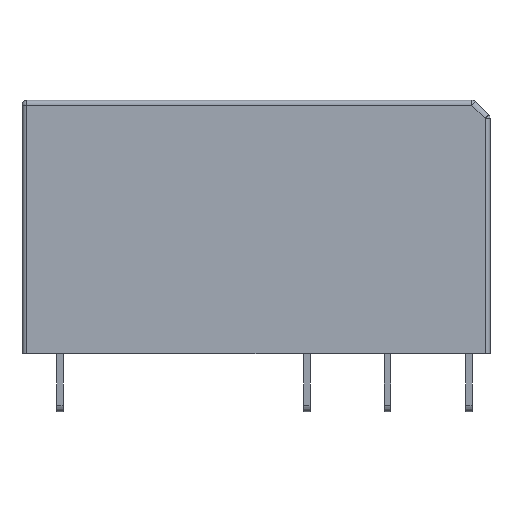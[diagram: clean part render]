
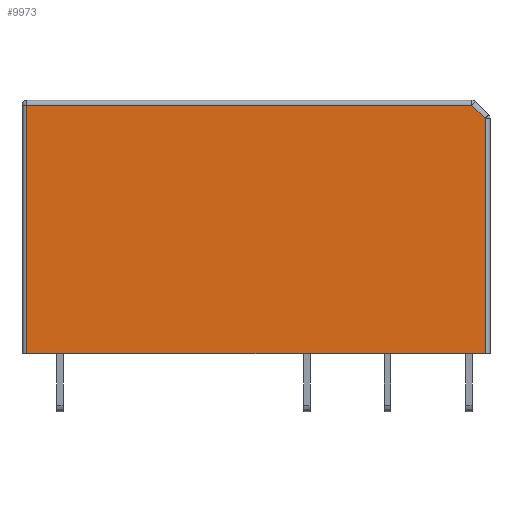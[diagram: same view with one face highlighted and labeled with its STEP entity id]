
A CAD part, front view. The second image highlights one B-rep face of the part: STEP entity #9973.
In plain terms, the highlighted planar face has unit normal (0, -1, 0).
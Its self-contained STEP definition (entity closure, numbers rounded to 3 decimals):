
#1178 = ORIENTED_EDGE ( 'NONE', *, *, #2222, .T. ) ;
#1714 = CARTESIAN_POINT ( 'NONE',  ( -14.2, -6.35, 15.4 ) ) ;
#2193 = LINE ( 'NONE', #9976, #12188 ) ;
#2222 = EDGE_CURVE ( 'NONE', #12560, #9690, #8967, .T. ) ;
#2498 = VERTEX_POINT ( 'NONE', #1714 ) ;
#2590 = CARTESIAN_POINT ( 'NONE',  ( 13.376, -6.35, 15.4 ) ) ;
#3488 = VECTOR ( 'NONE', #5076, 1000. ) ;
#3537 = DIRECTION ( 'NONE',  ( 0., 0., -1. ) ) ;
#4026 = VECTOR ( 'NONE', #11373, 1000. ) ;
#4288 = VECTOR ( 'NONE', #12677, 1000. ) ;
#4446 = VERTEX_POINT ( 'NONE', #9108 ) ;
#4652 = ORIENTED_EDGE ( 'NONE', *, *, #7281, .T. ) ;
#4752 = CARTESIAN_POINT ( 'NONE',  ( -14.5, -6.35, 15.4 ) ) ;
#4830 = LINE ( 'NONE', #4752, #4288 ) ;
#4988 = CARTESIAN_POINT ( 'NONE',  ( -14.2, -6.35, 15.7 ) ) ;
#5076 = DIRECTION ( 'NONE',  ( -0.707, 0., 0.707 ) ) ;
#5605 = DIRECTION ( 'NONE',  ( 0., 0., 1. ) ) ;
#7281 = EDGE_CURVE ( 'NONE', #2498, #4446, #8881, .T. ) ;
#7321 = LINE ( 'NONE', #12676, #4026 ) ;
#8881 = LINE ( 'NONE', #4988, #16860 ) ;
#8967 = LINE ( 'NONE', #15678, #3488 ) ;
#9108 = CARTESIAN_POINT ( 'NONE',  ( -14.2, -6.35, 0. ) ) ;
#9407 = EDGE_LOOP ( 'NONE', ( #16317, #4652, #13196, #11617, #1178 ) ) ;
#9690 = VERTEX_POINT ( 'NONE', #2590 ) ;
#9923 = CARTESIAN_POINT ( 'NONE',  ( 14.2, -6.35, 0. ) ) ;
#9973 = ADVANCED_FACE ( 'NONE', ( #11952 ), #14790, .F. ) ;
#9976 = CARTESIAN_POINT ( 'NONE',  ( -14.5, -6.35, 0. ) ) ;
#10529 = AXIS2_PLACEMENT_3D ( 'NONE', #13884, #16444, #5605 ) ;
#10550 = VERTEX_POINT ( 'NONE', #9923 ) ;
#11373 = DIRECTION ( 'NONE',  ( 0., 0., 1. ) ) ;
#11617 = ORIENTED_EDGE ( 'NONE', *, *, #13326, .T. ) ;
#11952 = FACE_OUTER_BOUND ( 'NONE', #9407, .T. ) ;
#12188 = VECTOR ( 'NONE', #15729, 1000. ) ;
#12560 = VERTEX_POINT ( 'NONE', #16866 ) ;
#12676 = CARTESIAN_POINT ( 'NONE',  ( 14.2, -6.35, 15.7 ) ) ;
#12677 = DIRECTION ( 'NONE',  ( -1., 0., 0. ) ) ;
#13196 = ORIENTED_EDGE ( 'NONE', *, *, #15732, .T. ) ;
#13326 = EDGE_CURVE ( 'NONE', #10550, #12560, #7321, .T. ) ;
#13884 = CARTESIAN_POINT ( 'NONE',  ( -14.5, -6.35, 15.7 ) ) ;
#14790 = PLANE ( 'NONE',  #10529 ) ;
#15116 = EDGE_CURVE ( 'NONE', #9690, #2498, #4830, .T. ) ;
#15678 = CARTESIAN_POINT ( 'NONE',  ( 13.288, -6.35, 15.488 ) ) ;
#15729 = DIRECTION ( 'NONE',  ( 1., 0., 0. ) ) ;
#15732 = EDGE_CURVE ( 'NONE', #4446, #10550, #2193, .T. ) ;
#16317 = ORIENTED_EDGE ( 'NONE', *, *, #15116, .T. ) ;
#16444 = DIRECTION ( 'NONE',  ( 0., 1., 0. ) ) ;
#16860 = VECTOR ( 'NONE', #3537, 1000. ) ;
#16866 = CARTESIAN_POINT ( 'NONE',  ( 14.2, -6.35, 14.576 ) ) ;
